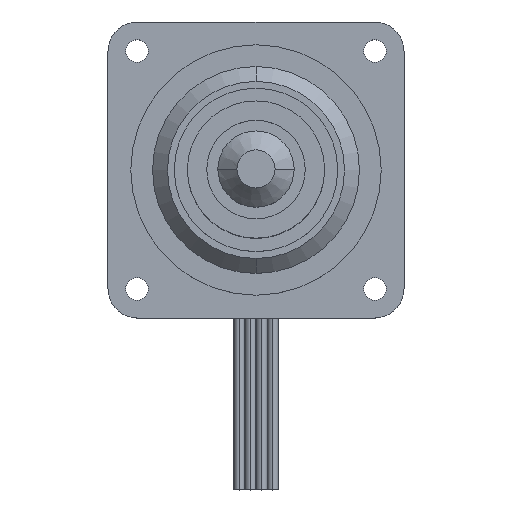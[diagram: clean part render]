
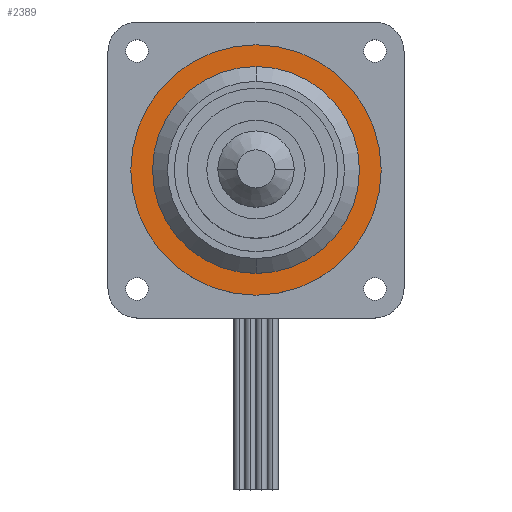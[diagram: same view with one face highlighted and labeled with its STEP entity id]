
A CAD part, top view. The second image highlights one B-rep face of the part: STEP entity #2389.
In plain terms, the highlighted planar face has unit normal (0, 0, 1).
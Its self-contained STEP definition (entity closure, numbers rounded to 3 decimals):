
#167 = CIRCLE ( 'NONE', #3878, 30.163 ) ;
#356 = DIRECTION ( 'NONE',  ( 0., 0., 1. ) ) ;
#497 = VERTEX_POINT ( 'NONE', #2611 ) ;
#535 = DIRECTION ( 'NONE',  ( 1., 0., 0. ) ) ;
#714 = CARTESIAN_POINT ( 'NONE',  ( 0., -30.163, 1.5 ) ) ;
#894 = DIRECTION ( 'NONE',  ( 1., 0., 0. ) ) ;
#967 = DIRECTION ( 'NONE',  ( 0., 0., 1. ) ) ;
#994 = CARTESIAN_POINT ( 'NONE',  ( 0., 0., 1.5 ) ) ;
#1101 = ORIENTED_EDGE ( 'NONE', *, *, #2800, .F. ) ;
#1173 = CARTESIAN_POINT ( 'NONE',  ( 0., 0., 1.5 ) ) ;
#1230 = DIRECTION ( 'NONE',  ( 1., 0., 0. ) ) ;
#1237 = ORIENTED_EDGE ( 'NONE', *, *, #1935, .F. ) ;
#1339 = EDGE_CURVE ( 'NONE', #2402, #497, #2683, .T. ) ;
#1757 = CIRCLE ( 'NONE', #2435, 30.163 ) ;
#1784 = ORIENTED_EDGE ( 'NONE', *, *, #1339, .T. ) ;
#1804 = CARTESIAN_POINT ( 'NONE',  ( 36.512, 0., 1.5 ) ) ;
#1831 = FACE_BOUND ( 'NONE', #3170, .T. ) ;
#1904 = VERTEX_POINT ( 'NONE', #714 ) ;
#1935 = EDGE_CURVE ( 'NONE', #1904, #4046, #167, .T. ) ;
#1969 = AXIS2_PLACEMENT_3D ( 'NONE', #2832, #4158, #894 ) ;
#2258 = CARTESIAN_POINT ( 'NONE',  ( 0., 30.163, 1.5 ) ) ;
#2389 = ADVANCED_FACE ( 'NONE', ( #1831, #2762 ), #2480, .T. ) ;
#2402 = VERTEX_POINT ( 'NONE', #1804 ) ;
#2435 = AXIS2_PLACEMENT_3D ( 'NONE', #3206, #967, #1230 ) ;
#2480 = PLANE ( 'NONE',  #3668 ) ;
#2484 = CARTESIAN_POINT ( 'NONE',  ( 0., 0., 1.5 ) ) ;
#2611 = CARTESIAN_POINT ( 'NONE',  ( -36.512, 0., 1.5 ) ) ;
#2683 = CIRCLE ( 'NONE', #4053, 36.512 ) ;
#2762 = FACE_OUTER_BOUND ( 'NONE', #3694, .T. ) ;
#2800 = EDGE_CURVE ( 'NONE', #4046, #1904, #1757, .T. ) ;
#2832 = CARTESIAN_POINT ( 'NONE',  ( 0., 0., 1.5 ) ) ;
#2929 = EDGE_CURVE ( 'NONE', #497, #2402, #3268, .T. ) ;
#3170 = EDGE_LOOP ( 'NONE', ( #1101, #1237 ) ) ;
#3206 = CARTESIAN_POINT ( 'NONE',  ( 0., 0., 1.5 ) ) ;
#3268 = CIRCLE ( 'NONE', #1969, 36.512 ) ;
#3300 = DIRECTION ( 'NONE',  ( 1., 0., 0. ) ) ;
#3477 = DIRECTION ( 'NONE',  ( 0., 0., 1. ) ) ;
#3481 = DIRECTION ( 'NONE',  ( 1., 0., 0. ) ) ;
#3668 = AXIS2_PLACEMENT_3D ( 'NONE', #1173, #3477, #535 ) ;
#3694 = EDGE_LOOP ( 'NONE', ( #3735, #1784 ) ) ;
#3735 = ORIENTED_EDGE ( 'NONE', *, *, #2929, .T. ) ;
#3878 = AXIS2_PLACEMENT_3D ( 'NONE', #2484, #4152, #3481 ) ;
#4046 = VERTEX_POINT ( 'NONE', #2258 ) ;
#4053 = AXIS2_PLACEMENT_3D ( 'NONE', #994, #356, #3300 ) ;
#4152 = DIRECTION ( 'NONE',  ( 0., 0., 1. ) ) ;
#4158 = DIRECTION ( 'NONE',  ( 0., 0., 1. ) ) ;
